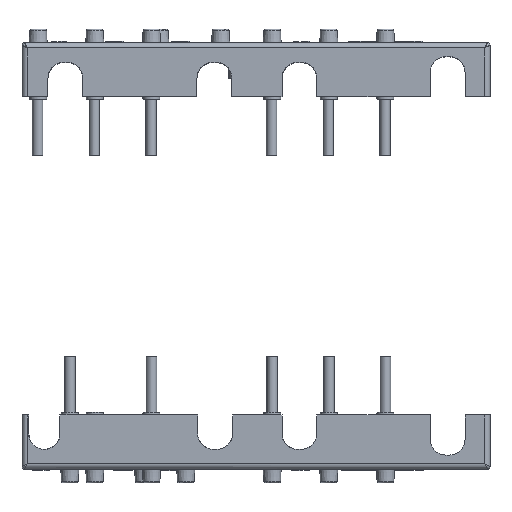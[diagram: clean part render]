
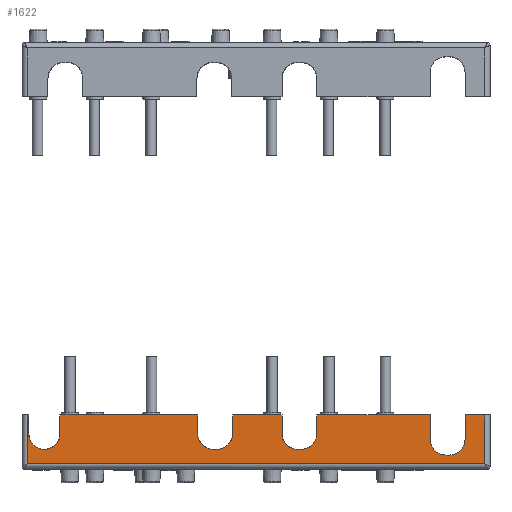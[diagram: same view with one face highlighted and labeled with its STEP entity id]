
A CAD part, top view. The second image highlights one B-rep face of the part: STEP entity #1622.
In plain terms, the highlighted planar face has unit normal (0, 0, 1).
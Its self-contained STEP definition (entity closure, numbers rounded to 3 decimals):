
#1168=CIRCLE('',#17560,3.);
#1171=CIRCLE('',#17565,3.);
#1175=CIRCLE('',#17576,3.);
#1202=CIRCLE('',#17692,3.);
#1203=CIRCLE('',#17693,3.);
#1204=CIRCLE('',#17694,3.);
#1205=CIRCLE('',#17695,3.);
#1622=ADVANCED_FACE('',(#3013),#2425,.T.);
#2425=PLANE('',#17696);
#3013=FACE_OUTER_BOUND('',#3944,.T.);
#3944=EDGE_LOOP('',(#6280,#6281,#6282,#6283,#6284,#6285,#6286,#6287,#6288,
#6289,#6290,#6291,#6292,#6293,#6294,#6295,#6296,#6297,#6298,#6299,#6300,
#6301,#6302,#6303,#6304,#6305));
#6280=ORIENTED_EDGE('',*,*,#12298,.T.);
#6281=ORIENTED_EDGE('',*,*,#12299,.T.);
#6282=ORIENTED_EDGE('',*,*,#12300,.T.);
#6283=ORIENTED_EDGE('',*,*,#12301,.T.);
#6284=ORIENTED_EDGE('',*,*,#12302,.T.);
#6285=ORIENTED_EDGE('',*,*,#12296,.F.);
#6286=ORIENTED_EDGE('',*,*,#12303,.T.);
#6287=ORIENTED_EDGE('',*,*,#12304,.T.);
#6288=ORIENTED_EDGE('',*,*,#11564,.T.);
#6289=ORIENTED_EDGE('',*,*,#12305,.T.);
#6290=ORIENTED_EDGE('',*,*,#12306,.T.);
#6291=ORIENTED_EDGE('',*,*,#12279,.T.);
#6292=ORIENTED_EDGE('',*,*,#12307,.T.);
#6293=ORIENTED_EDGE('',*,*,#12182,.T.);
#6294=ORIENTED_EDGE('',*,*,#12180,.T.);
#6295=ORIENTED_EDGE('',*,*,#12281,.T.);
#6296=ORIENTED_EDGE('',*,*,#12265,.F.);
#6297=ORIENTED_EDGE('',*,*,#11829,.F.);
#6298=ORIENTED_EDGE('',*,*,#12308,.F.);
#6299=ORIENTED_EDGE('',*,*,#12271,.F.);
#6300=ORIENTED_EDGE('',*,*,#12268,.T.);
#6301=ORIENTED_EDGE('',*,*,#12158,.T.);
#6302=ORIENTED_EDGE('',*,*,#12152,.T.);
#6303=ORIENTED_EDGE('',*,*,#12149,.T.);
#6304=ORIENTED_EDGE('',*,*,#12309,.T.);
#6305=ORIENTED_EDGE('',*,*,#12310,.F.);
#9896=VERTEX_POINT('',#23225);
#9897=VERTEX_POINT('',#23227);
#10089=VERTEX_POINT('',#23795);
#10091=VERTEX_POINT('',#23804);
#10369=VERTEX_POINT('',#24643);
#10370=VERTEX_POINT('',#24645);
#10371=VERTEX_POINT('',#24650);
#10375=VERTEX_POINT('',#24661);
#10389=VERTEX_POINT('',#24701);
#10390=VERTEX_POINT('',#24703);
#10391=VERTEX_POINT('',#24707);
#10437=VERTEX_POINT('',#25097);
#10439=VERTEX_POINT('',#25103);
#10441=VERTEX_POINT('',#25109);
#10447=VERTEX_POINT('',#25124);
#10448=VERTEX_POINT('',#25126);
#10456=VERTEX_POINT('',#25159);
#10457=VERTEX_POINT('',#25161);
#10458=VERTEX_POINT('',#25165);
#10459=VERTEX_POINT('',#25166);
#10460=VERTEX_POINT('',#25168);
#10461=VERTEX_POINT('',#25170);
#10462=VERTEX_POINT('',#25172);
#10463=VERTEX_POINT('',#25175);
#10464=VERTEX_POINT('',#25178);
#10465=VERTEX_POINT('',#25183);
#11564=EDGE_CURVE('',#9897,#9896,#13993,.T.);
#11829=EDGE_CURVE('',#10091,#10089,#14160,.T.);
#12149=EDGE_CURVE('',#10370,#10369,#1168,.T.);
#12152=EDGE_CURVE('',#10371,#10370,#14335,.T.);
#12158=EDGE_CURVE('',#10375,#10371,#1171,.T.);
#12180=EDGE_CURVE('',#10390,#10389,#14357,.T.);
#12182=EDGE_CURVE('',#10391,#10390,#1175,.T.);
#12265=EDGE_CURVE('',#10089,#10437,#14399,.T.);
#12268=EDGE_CURVE('',#10439,#10375,#14401,.T.);
#12271=EDGE_CURVE('',#10439,#10441,#14404,.T.);
#12279=EDGE_CURVE('',#10448,#10447,#14411,.T.);
#12281=EDGE_CURVE('',#10389,#10437,#14413,.T.);
#12296=EDGE_CURVE('',#10456,#10457,#14426,.T.);
#12298=EDGE_CURVE('',#10458,#10459,#14428,.T.);
#12299=EDGE_CURVE('',#10459,#10460,#1202,.T.);
#12300=EDGE_CURVE('',#10460,#10461,#14429,.T.);
#12301=EDGE_CURVE('',#10461,#10462,#1203,.T.);
#12302=EDGE_CURVE('',#10462,#10457,#14430,.T.);
#12303=EDGE_CURVE('',#10456,#10463,#14431,.T.);
#12304=EDGE_CURVE('',#10463,#9897,#1204,.T.);
#12305=EDGE_CURVE('',#9896,#10464,#1205,.T.);
#12306=EDGE_CURVE('',#10464,#10448,#14432,.T.);
#12307=EDGE_CURVE('',#10447,#10391,#14433,.T.);
#12308=EDGE_CURVE('',#10441,#10091,#14434,.T.);
#12309=EDGE_CURVE('',#10369,#10465,#14435,.T.);
#12310=EDGE_CURVE('',#10458,#10465,#14436,.T.);
#13993=LINE('',#23226,#15595);
#14160=LINE('',#23805,#15762);
#14335=LINE('',#24649,#15937);
#14357=LINE('',#24702,#15959);
#14399=LINE('',#25096,#16001);
#14401=LINE('',#25102,#16003);
#14404=LINE('',#25108,#16006);
#14411=LINE('',#25125,#16013);
#14413=LINE('',#25129,#16015);
#14426=LINE('',#25160,#16028);
#14428=LINE('',#25164,#16030);
#14429=LINE('',#25169,#16031);
#14430=LINE('',#25173,#16032);
#14431=LINE('',#25174,#16033);
#14432=LINE('',#25179,#16034);
#14433=LINE('',#25180,#16035);
#14434=LINE('',#25181,#16036);
#14435=LINE('',#25182,#16037);
#14436=LINE('',#25184,#16038);
#15595=VECTOR('',#18739,1.);
#15762=VECTOR('',#19254,1.);
#15937=VECTOR('',#19713,1.);
#15959=VECTOR('',#19759,1.);
#16001=VECTOR('',#19999,1.);
#16003=VECTOR('',#20005,1.);
#16006=VECTOR('',#20010,1.);
#16013=VECTOR('',#20023,1.);
#16015=VECTOR('',#20027,1.);
#16028=VECTOR('',#20060,1.);
#16030=VECTOR('',#20064,1.);
#16031=VECTOR('',#20067,1.);
#16032=VECTOR('',#20070,1.);
#16033=VECTOR('',#20071,1.);
#16034=VECTOR('',#20076,1.);
#16035=VECTOR('',#20077,1.);
#16036=VECTOR('',#20078,1.);
#16037=VECTOR('',#20079,1.);
#16038=VECTOR('',#20080,1.);
#17560=AXIS2_PLACEMENT_3D('',#24644,#19706,#19707);
#17565=AXIS2_PLACEMENT_3D('',#24660,#19722,#19723);
#17576=AXIS2_PLACEMENT_3D('',#24706,#19763,#19764);
#17692=AXIS2_PLACEMENT_3D('',#25167,#20065,#20066);
#17693=AXIS2_PLACEMENT_3D('',#25171,#20068,#20069);
#17694=AXIS2_PLACEMENT_3D('',#25176,#20072,#20073);
#17695=AXIS2_PLACEMENT_3D('',#25177,#20074,#20075);
#17696=AXIS2_PLACEMENT_3D('',#25185,#20081,#20082);
#18739=DIRECTION('',(-1.,0.,0.));
#19254=DIRECTION('',(-1.,0.,0.));
#19706=DIRECTION('',(0.,0.,-1.));
#19707=DIRECTION('',(-1.,0.,0.));
#19713=DIRECTION('',(-1.,0.,0.));
#19722=DIRECTION('',(0.,0.,-1.));
#19723=DIRECTION('',(0.,-1.,0.));
#19759=DIRECTION('',(0.,1.,0.));
#19763=DIRECTION('',(0.,0.,-1.));
#19764=DIRECTION('',(0.,-1.,0.));
#19999=DIRECTION('',(0.,1.,0.));
#20005=DIRECTION('',(0.,-1.,0.));
#20010=DIRECTION('',(1.,0.,0.));
#20023=DIRECTION('',(-1.,0.,0.));
#20027=DIRECTION('',(-1.,0.,0.));
#20060=DIRECTION('',(1.,0.,0.));
#20064=DIRECTION('',(0.,-1.,0.));
#20065=DIRECTION('',(0.,0.,-1.));
#20066=DIRECTION('',(0.,-1.,0.));
#20067=DIRECTION('',(-1.,0.,0.));
#20068=DIRECTION('',(0.,0.,-1.));
#20069=DIRECTION('',(-1.,0.,0.));
#20070=DIRECTION('',(0.,1.,0.));
#20071=DIRECTION('',(0.,-1.,0.));
#20072=DIRECTION('',(0.,0.,-1.));
#20073=DIRECTION('',(0.,1.,0.));
#20074=DIRECTION('',(0.,0.,-1.));
#20075=DIRECTION('',(1.,0.,0.));
#20076=DIRECTION('',(0.,1.,0.));
#20077=DIRECTION('',(0.,-1.,0.));
#20078=DIRECTION('',(0.,-1.,0.));
#20079=DIRECTION('',(0.,1.,0.));
#20080=DIRECTION('',(1.,0.,0.));
#20081=DIRECTION('',(0.,0.,1.));
#20082=DIRECTION('',(0.,1.,0.));
#23225=CARTESIAN_POINT('',(24.3,-37.2,75.433));
#23226=CARTESIAN_POINT('',(5.9,-37.2,75.433));
#23227=CARTESIAN_POINT('',(25.,-37.2,75.433));
#23795=CARTESIAN_POINT('',(-11.5,-40.,75.433));
#23804=CARTESIAN_POINT('',(76.5,-40.,75.433));
#23805=CARTESIAN_POINT('',(10.,-40.,75.433));
#24643=CARTESIAN_POINT('',(66.,-35.3,75.433));
#24644=CARTESIAN_POINT('',(69.,-35.3,75.433));
#24645=CARTESIAN_POINT('',(69.,-38.3,75.433));
#24649=CARTESIAN_POINT('',(28.25,-38.3,75.433));
#24650=CARTESIAN_POINT('',(69.7,-38.3,75.433));
#24660=CARTESIAN_POINT('',(69.7,-35.3,75.433));
#24661=CARTESIAN_POINT('',(72.7,-35.3,75.433));
#24701=CARTESIAN_POINT('',(-11.2,-30.6,75.433));
#24702=CARTESIAN_POINT('',(-11.2,-32.35,75.433));
#24703=CARTESIAN_POINT('',(-11.2,-34.2,75.433));
#24706=CARTESIAN_POINT('',(-8.2,-34.2,75.433));
#24707=CARTESIAN_POINT('',(-5.2,-34.2,75.433));
#25096=CARTESIAN_POINT('',(-11.5,-34.1,75.433));
#25097=CARTESIAN_POINT('',(-11.5,-30.6,75.433));
#25102=CARTESIAN_POINT('',(72.7,-34.7,75.433));
#25103=CARTESIAN_POINT('',(72.7,-30.6,75.433));
#25108=CARTESIAN_POINT('',(28.,-30.6,75.433));
#25109=CARTESIAN_POINT('',(76.5,-30.6,75.433));
#25124=CARTESIAN_POINT('',(-5.2,-30.6,75.433));
#25125=CARTESIAN_POINT('',(21.3,-30.6,75.433));
#25126=CARTESIAN_POINT('',(21.3,-30.6,75.433));
#25129=CARTESIAN_POINT('',(21.3,-30.6,75.433));
#25159=CARTESIAN_POINT('',(28.,-30.6,75.433));
#25160=CARTESIAN_POINT('',(28.,-30.6,75.433));
#25161=CARTESIAN_POINT('',(37.5,-30.6,75.433));
#25164=CARTESIAN_POINT('',(44.2,-34.15,75.433));
#25165=CARTESIAN_POINT('',(44.2,-30.6,75.433));
#25166=CARTESIAN_POINT('',(44.2,-34.2,75.433));
#25167=CARTESIAN_POINT('',(41.2,-34.2,75.433));
#25168=CARTESIAN_POINT('',(41.2,-37.2,75.433));
#25169=CARTESIAN_POINT('',(14.,-37.2,75.433));
#25170=CARTESIAN_POINT('',(40.5,-37.2,75.433));
#25171=CARTESIAN_POINT('',(40.5,-34.2,75.433));
#25172=CARTESIAN_POINT('',(37.5,-34.2,75.433));
#25173=CARTESIAN_POINT('',(37.5,-32.35,75.433));
#25174=CARTESIAN_POINT('',(28.,-34.15,75.433));
#25175=CARTESIAN_POINT('',(28.,-34.2,75.433));
#25176=CARTESIAN_POINT('',(25.,-34.2,75.433));
#25177=CARTESIAN_POINT('',(24.3,-34.2,75.433));
#25178=CARTESIAN_POINT('',(21.3,-34.2,75.433));
#25179=CARTESIAN_POINT('',(21.3,-31.1,75.433));
#25180=CARTESIAN_POINT('',(-5.2,-34.15,75.433));
#25181=CARTESIAN_POINT('',(76.5,-34.1,75.433));
#25182=CARTESIAN_POINT('',(66.,-32.35,75.433));
#25183=CARTESIAN_POINT('',(66.,-30.6,75.433));
#25184=CARTESIAN_POINT('',(28.,-30.6,75.433));
#25185=CARTESIAN_POINT('',(-12.5,-34.1,75.433));
